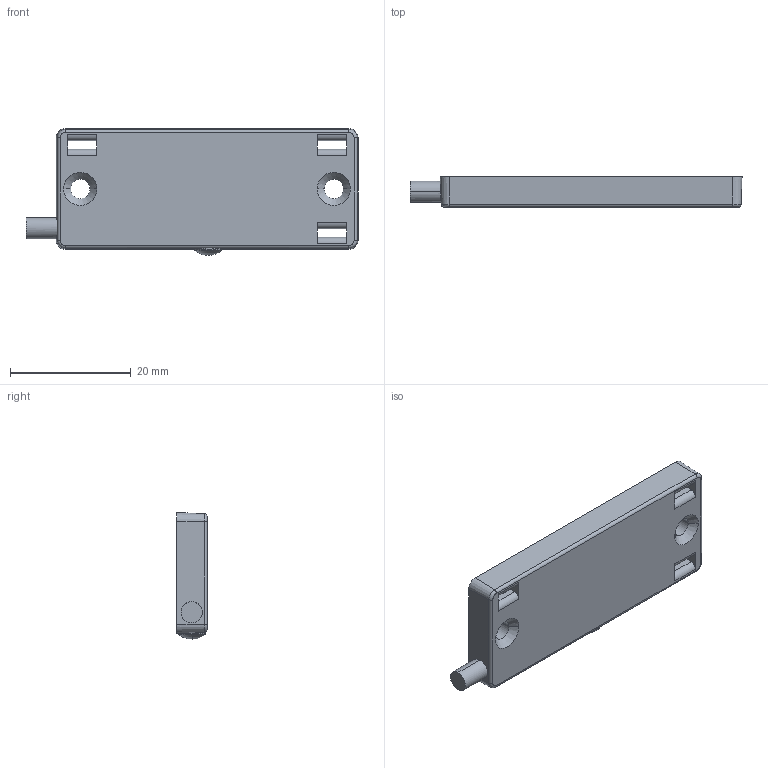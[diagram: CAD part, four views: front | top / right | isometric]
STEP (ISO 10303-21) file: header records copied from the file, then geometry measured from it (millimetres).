
FILE_DESCRIPTION((''),'2;1');
FILE_NAME('CAD-7211','2021-04-07T09:49:27',('creinig-se'),(''),'CREO PARAMETRIC BY PTC INC, 2019292','CREO PARAMETRIC BY PTC INC, 2019292','');
FILE_SCHEMA(('CONFIG_CONTROL_DESIGN','SHAPE_APPEARANCE_LAYERS_GROUPS'));
Length unit declared in the file: millimetre
Products named in the file (1): CAD-7211
Bounding box: 55 x 5 x 21 mm (x, y, z)
Volume: 4666 mm3; surface area: 3037.2 mm2
Topology: 1 solids, 1 shells, 113 faces, 296 edges, 187 vertices
Faces by surface type: cylinder 32, plane 31, cone 27, bspline 12, torus 9, sphere 2
Entity records: 4906 total; most frequent: CARTESIAN_POINT 1017, DIRECTION 582, ORIENTED_EDGE 564, PRESENTATION_STYLE_ASSIGNMENT 312, STYLED_ITEM 304, CURVE_STYLE 295, EDGE_CURVE 282, AXIS2_PLACEMENT_3D 218
